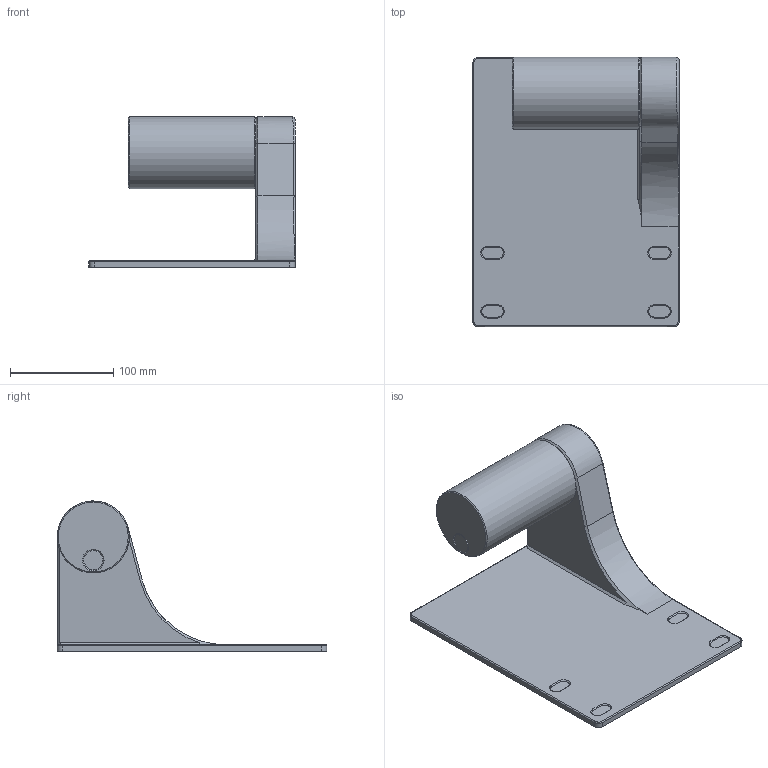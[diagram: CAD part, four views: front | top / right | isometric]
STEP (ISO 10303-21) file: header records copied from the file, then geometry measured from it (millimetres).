
FILE_DESCRIPTION(/* description */ (''),/* implementation_level */ '2;1');
FILE_NAME(/* name */ 'MUNBYN Flat Rack v10.step',/* time_stamp */ '2025-07-05T12:40:19-07:00',/* author */ (''),/* organization */ (''),/* preprocessor_version */ 'ST-DEVELOPER v20.1',/* originating_system */ 'Autodesk Translation Framework v14.10.0.0',/* authorisation */ '');
FILE_SCHEMA (('AUTOMOTIVE_DESIGN { 1 0 10303 214 3 1 1 }'));
Length unit declared in the file: millimetre
Products named in the file (3): MUNBYN Flat Rack; Component6; Component7
Assembly tree (2 placements, depth 2):
  MUNBYN Flat Rack
    Component6
    Component7
Bounding box: 200 x 261.38 x 145.7 mm (x, y, z)
Volume: 1227040.7 mm3; surface area: 191969.7 mm2
Topology: 2 solids, 2 shells, 66 faces, 153 edges, 96 vertices
Faces by surface type: plane 27, cone 18, bspline 11, cylinder 10
Full cylindrical faces by diameter (mm): 17.88 x1, 18.4 x1, 18.45 x1, 18.97 x1, 69.85 x1
Entity records: 2570 total; most frequent: CARTESIAN_POINT 1057, ORIENTED_EDGE 306, DIRECTION 276, EDGE_CURVE 153, AXIS2_PLACEMENT_3D 103, VERTEX_POINT 96, EDGE_LOOP 75, LINE 70
